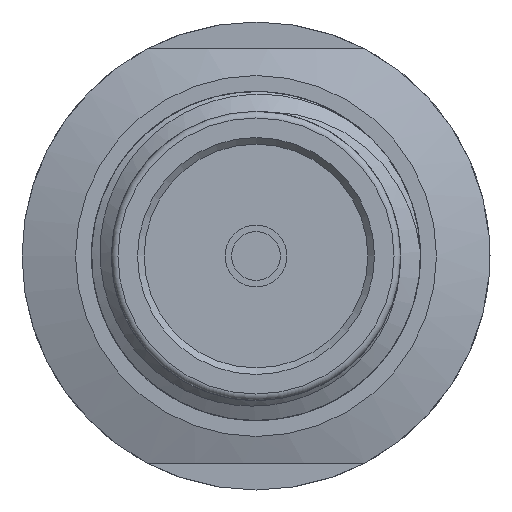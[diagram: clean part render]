
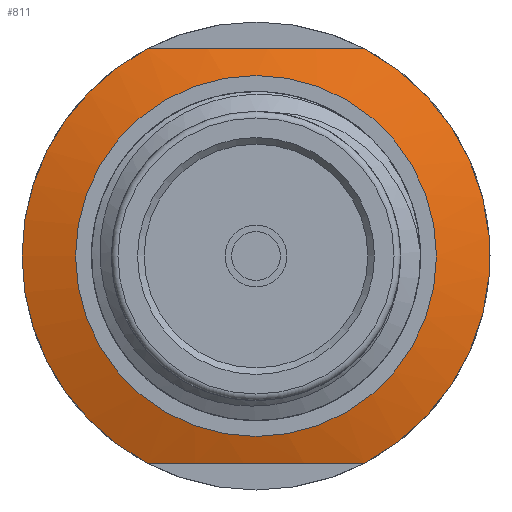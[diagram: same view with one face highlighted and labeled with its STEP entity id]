
A CAD part, left-side view. The second image highlights one B-rep face of the part: STEP entity #811.
In plain terms, the highlighted conical face has half-angle 71.786 degrees and reference radius 4.515 mm.
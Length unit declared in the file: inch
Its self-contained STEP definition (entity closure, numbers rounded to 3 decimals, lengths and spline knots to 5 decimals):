
#4 = EDGE_CURVE ( 'NONE', #1706, #1810, #270, .T. ) ;
#117 = AXIS2_PLACEMENT_3D ( 'NONE', #1685, #1506, #1151 ) ;
#121 = B_SPLINE_CURVE_WITH_KNOTS ( 'NONE', 3,
 ( #1917, #860, #893, #213, #1050, #350, #1406, #2113 ),
 .UNSPECIFIED., .F., .F.,
 ( 4, 2, 2, 4 ),
 ( 0.00405, 0.00511, 0.00616, 0.00828 ),
 .UNSPECIFIED. ) ;
#165 = CIRCLE ( 'NONE', #117, 0.13709 ) ;
#213 = CARTESIAN_POINT ( 'NONE',  ( 0.32137, -0.02731, 0.15748 ) ) ;
#226 = CARTESIAN_POINT ( 'NONE',  ( 0.32745, -0.08248, -0.15748 ) ) ;
#270 = B_SPLINE_CURVE_WITH_KNOTS ( 'NONE', 3,
 ( #414, #1635, #1110, #936, #743, #2141, #750, #226 ),
 .UNSPECIFIED., .F., .F.,
 ( 4, 2, 2, 4 ),
 ( 0.01698, 0.01908, 0.02013, 0.02119 ),
 .UNSPECIFIED. ) ;
#283 = ORIENTED_EDGE ( 'NONE', *, *, #919, .T. ) ;
#285 = VERTEX_POINT ( 'NONE', #1952 ) ;
#340 = CIRCLE ( 'NONE', #1743, 0.17777 ) ;
#350 = CARTESIAN_POINT ( 'NONE',  ( 0.32079, 0.02772, 0.15748 ) ) ;
#355 = ORIENTED_EDGE ( 'NONE', *, *, #1213, .F. ) ;
#360 = AXIS2_PLACEMENT_3D ( 'NONE', #1423, #1235, #367 ) ;
#367 = DIRECTION ( 'NONE',  ( 0., 1., 0. ) ) ;
#375 = CARTESIAN_POINT ( 'NONE',  ( 0.32745, 0., 0. ) ) ;
#392 = DIRECTION ( 'NONE',  ( 1., 0., 0. ) ) ;
#414 = CARTESIAN_POINT ( 'NONE',  ( 0.32745, 0.08248, -0.15748 ) ) ;
#449 = CARTESIAN_POINT ( 'NONE',  ( 0.32745, 0.08248, -0.15748 ) ) ;
#492 = CONICAL_SURFACE ( 'NONE', #360, 0.17777, 1.253 ) ;
#537 = DIRECTION ( 'NONE',  ( 0., 1., 0. ) ) ;
#679 = FACE_BOUND ( 'NONE', #2080, .T. ) ;
#726 = ORIENTED_EDGE ( 'NONE', *, *, #1366, .F. ) ;
#743 = CARTESIAN_POINT ( 'NONE',  ( 0.32137, -0.02731, -0.15748 ) ) ;
#750 = CARTESIAN_POINT ( 'NONE',  ( 0.32536, -0.06874, -0.15748 ) ) ;
#798 = CARTESIAN_POINT ( 'NONE',  ( 0.32745, -0.08248, -0.15748 ) ) ;
#811 = ADVANCED_FACE ( 'NONE', ( #679, #2065 ), #492, .T. ) ;
#860 = CARTESIAN_POINT ( 'NONE',  ( 0.32536, -0.06874, 0.15748 ) ) ;
#893 = CARTESIAN_POINT ( 'NONE',  ( 0.32366, -0.05489, 0.15748 ) ) ;
#919 = EDGE_CURVE ( 'NONE', #1369, #285, #121, .T. ) ;
#936 = CARTESIAN_POINT ( 'NONE',  ( 0.32077, -0.01353, -0.15748 ) ) ;
#1050 = CARTESIAN_POINT ( 'NONE',  ( 0.32077, -0.01353, 0.15748 ) ) ;
#1110 = CARTESIAN_POINT ( 'NONE',  ( 0.32079, 0.02772, -0.15748 ) ) ;
#1151 = DIRECTION ( 'NONE',  ( 0., 1., 0. ) ) ;
#1213 = EDGE_CURVE ( 'NONE', #1706, #285, #1630, .T. ) ;
#1235 = DIRECTION ( 'NONE',  ( 1., 0., 0. ) ) ;
#1265 = AXIS2_PLACEMENT_3D ( 'NONE', #1961, #1790, #537 ) ;
#1366 = EDGE_CURVE ( 'NONE', #1369, #1810, #340, .T. ) ;
#1369 = VERTEX_POINT ( 'NONE', #1609 ) ;
#1406 = CARTESIAN_POINT ( 'NONE',  ( 0.32328, 0.05513, 0.15748 ) ) ;
#1423 = CARTESIAN_POINT ( 'NONE',  ( 0.32745, 0., 0. ) ) ;
#1459 = VERTEX_POINT ( 'NONE', #1828 ) ;
#1506 = DIRECTION ( 'NONE',  ( 1., 0., 0. ) ) ;
#1609 = CARTESIAN_POINT ( 'NONE',  ( 0.32745, -0.08248, 0.15748 ) ) ;
#1630 = CIRCLE ( 'NONE', #1265, 0.17777 ) ;
#1635 = CARTESIAN_POINT ( 'NONE',  ( 0.32328, 0.05513, -0.15748 ) ) ;
#1685 = CARTESIAN_POINT ( 'NONE',  ( 0.31407, 0., 0. ) ) ;
#1706 = VERTEX_POINT ( 'NONE', #449 ) ;
#1743 = AXIS2_PLACEMENT_3D ( 'NONE', #375, #392, #1957 ) ;
#1760 = ORIENTED_EDGE ( 'NONE', *, *, #4, .T. ) ;
#1790 = DIRECTION ( 'NONE',  ( 1., 0., 0. ) ) ;
#1810 = VERTEX_POINT ( 'NONE', #798 ) ;
#1828 = CARTESIAN_POINT ( 'NONE',  ( 0.31407, 0.13709, 0. ) ) ;
#1916 = EDGE_CURVE ( 'NONE', #1459, #1459, #165, .T. ) ;
#1917 = CARTESIAN_POINT ( 'NONE',  ( 0.32745, -0.08248, 0.15748 ) ) ;
#1952 = CARTESIAN_POINT ( 'NONE',  ( 0.32745, 0.08248, 0.15748 ) ) ;
#1957 = DIRECTION ( 'NONE',  ( 0., 1., 0. ) ) ;
#1961 = CARTESIAN_POINT ( 'NONE',  ( 0.32745, 0., 0. ) ) ;
#2027 = EDGE_LOOP ( 'NONE', ( #726, #283, #355, #1760 ) ) ;
#2065 = FACE_OUTER_BOUND ( 'NONE', #2027, .T. ) ;
#2080 = EDGE_LOOP ( 'NONE', ( #2251 ) ) ;
#2113 = CARTESIAN_POINT ( 'NONE',  ( 0.32745, 0.08248, 0.15748 ) ) ;
#2141 = CARTESIAN_POINT ( 'NONE',  ( 0.32366, -0.05489, -0.15748 ) ) ;
#2251 = ORIENTED_EDGE ( 'NONE', *, *, #1916, .T. ) ;
